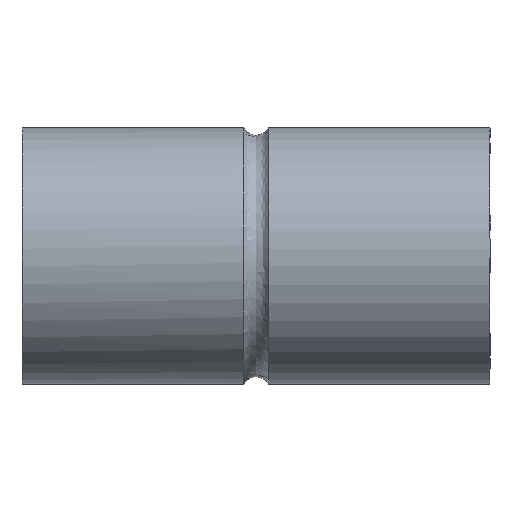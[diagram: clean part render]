
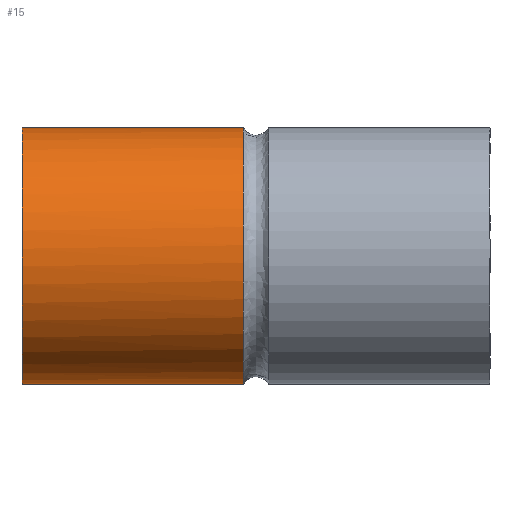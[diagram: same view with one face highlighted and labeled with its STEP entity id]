
A CAD part, top view. The second image highlights one B-rep face of the part: STEP entity #15.
In plain terms, the highlighted free-form (B-spline) face has degree [2, 1] with [5, 2] control points.
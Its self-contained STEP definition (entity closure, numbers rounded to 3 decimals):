
#15=ADVANCED_FACE('',(#31),#207,.T.);
#31=FACE_OUTER_BOUND('',#47,.T.);
#47=EDGE_LOOP('',(#63,#64,#65,#66));
#63=ORIENTED_EDGE('',*,*,#134,.T.);
#64=ORIENTED_EDGE('',*,*,#136,.T.);
#65=ORIENTED_EDGE('',*,*,#128,.F.);
#66=ORIENTED_EDGE('',*,*,#127,.T.);
#127=EDGE_CURVE('',#191,#195,#159,.T.);
#128=EDGE_CURVE('',#191,#192,#160,.T.);
#134=EDGE_CURVE('',#195,#196,#166,.T.);
#136=EDGE_CURVE('',#196,#192,#168,.T.);
#159=(
BOUNDED_CURVE()
B_SPLINE_CURVE(2,(#485,#486,#487,#488,#489),.UNSPECIFIED.,.F.,.F.)
B_SPLINE_CURVE_WITH_KNOTS((3,2,3),(0.,34.4,68.801),
 .UNSPECIFIED.)
CURVE()
GEOMETRIC_REPRESENTATION_ITEM()
RATIONAL_B_SPLINE_CURVE((1.,0.707,1.,0.707,1.))
REPRESENTATION_ITEM('')
);
#160=(
BOUNDED_CURVE()
B_SPLINE_CURVE(1,(#490,#491),.UNSPECIFIED.,.F.,.F.)
B_SPLINE_CURVE_WITH_KNOTS((2,2),(0.,37.835),.UNSPECIFIED.)
CURVE()
GEOMETRIC_REPRESENTATION_ITEM()
RATIONAL_B_SPLINE_CURVE((1.,1.))
REPRESENTATION_ITEM('')
);
#166=(
BOUNDED_CURVE()
B_SPLINE_CURVE(1,(#514,#515),.UNSPECIFIED.,.F.,.F.)
B_SPLINE_CURVE_WITH_KNOTS((2,2),(0.,37.835),.UNSPECIFIED.)
CURVE()
GEOMETRIC_REPRESENTATION_ITEM()
RATIONAL_B_SPLINE_CURVE((1.,1.))
REPRESENTATION_ITEM('')
);
#168=(
BOUNDED_CURVE()
B_SPLINE_CURVE(2,(#521,#522,#523,#524,#525),.UNSPECIFIED.,.F.,.F.)
B_SPLINE_CURVE_WITH_KNOTS((3,2,3),(-68.801,-34.4,
0.),.UNSPECIFIED.)
CURVE()
GEOMETRIC_REPRESENTATION_ITEM()
RATIONAL_B_SPLINE_CURVE((1.,0.707,1.,0.707,1.))
REPRESENTATION_ITEM('')
);
#191=VERTEX_POINT('',#469);
#192=VERTEX_POINT('',#470);
#195=VERTEX_POINT('',#473);
#196=VERTEX_POINT('',#474);
#207=(
BOUNDED_SURFACE()
B_SPLINE_SURFACE(2,1,((#249,#250),(#251,#252),(#253,#254),(#255,#256),(#257,
#258)),.UNSPECIFIED.,.F.,.F.,.F.)
B_SPLINE_SURFACE_WITH_KNOTS((3,2,3),(2,2),(0.,34.4,68.801),
(0.,37.835),.UNSPECIFIED.)
GEOMETRIC_REPRESENTATION_ITEM()
RATIONAL_B_SPLINE_SURFACE(((1.,1.),(0.707,0.707),
(1.,1.),(0.707,0.707),(1.,1.)))
REPRESENTATION_ITEM('')
SURFACE()
);
#249=CARTESIAN_POINT('',(-40.,21.9,0.));
#250=CARTESIAN_POINT('',(-2.165,21.9,0.));
#251=CARTESIAN_POINT('',(-40.,21.9,21.9));
#252=CARTESIAN_POINT('',(-2.165,21.9,21.9));
#253=CARTESIAN_POINT('',(-40.,0.,21.9));
#254=CARTESIAN_POINT('',(-2.165,0.,21.9));
#255=CARTESIAN_POINT('',(-40.,-21.9,21.9));
#256=CARTESIAN_POINT('',(-2.165,-21.9,21.9));
#257=CARTESIAN_POINT('',(-40.,-21.9,0.));
#258=CARTESIAN_POINT('',(-2.165,-21.9,0.));
#469=CARTESIAN_POINT('',(-40.,21.9,0.));
#470=CARTESIAN_POINT('',(-2.165,21.9,0.));
#473=CARTESIAN_POINT('',(-40.,-21.9,0.));
#474=CARTESIAN_POINT('',(-2.165,-21.9,0.));
#485=CARTESIAN_POINT('',(-40.,21.9,0.));
#486=CARTESIAN_POINT('',(-40.,21.9,21.9));
#487=CARTESIAN_POINT('',(-40.,0.,21.9));
#488=CARTESIAN_POINT('',(-40.,-21.9,21.9));
#489=CARTESIAN_POINT('',(-40.,-21.9,0.));
#490=CARTESIAN_POINT('',(-40.,21.9,0.));
#491=CARTESIAN_POINT('',(-2.165,21.9,0.));
#514=CARTESIAN_POINT('',(-40.,-21.9,0.));
#515=CARTESIAN_POINT('',(-2.165,-21.9,0.));
#521=CARTESIAN_POINT('',(-2.165,-21.9,0.));
#522=CARTESIAN_POINT('',(-2.165,-21.9,21.9));
#523=CARTESIAN_POINT('',(-2.165,0.,21.9));
#524=CARTESIAN_POINT('',(-2.165,21.9,21.9));
#525=CARTESIAN_POINT('',(-2.165,21.9,0.));
